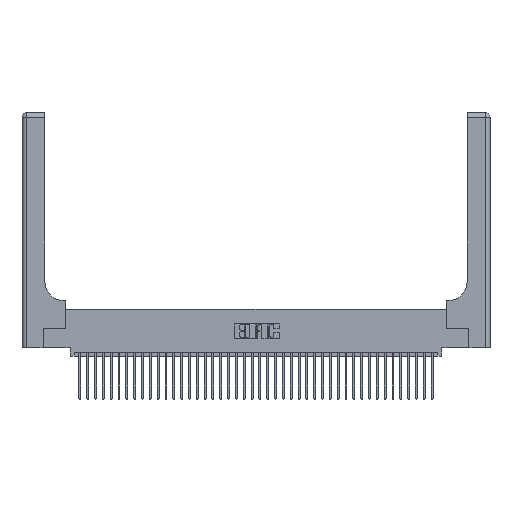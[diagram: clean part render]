
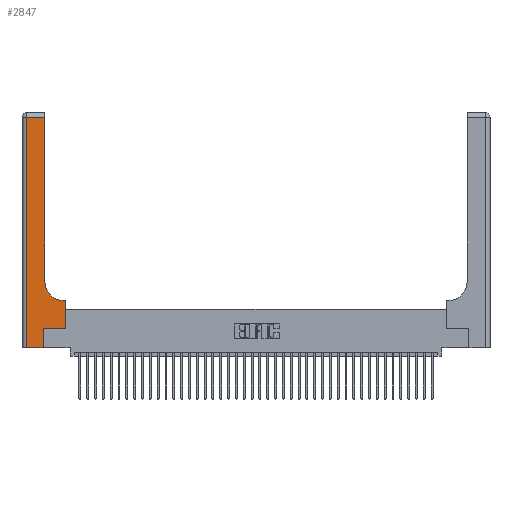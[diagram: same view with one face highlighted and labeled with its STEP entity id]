
A CAD part, top view. The second image highlights one B-rep face of the part: STEP entity #2847.
In plain terms, the highlighted planar face has unit normal (0, 0, 1).
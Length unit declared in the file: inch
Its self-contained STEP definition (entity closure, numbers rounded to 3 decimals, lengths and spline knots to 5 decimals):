
#521 = VECTOR ( 'NONE', #31425, 39.37008 ) ;
#668 = LINE ( 'NONE', #14778, #19734 ) ;
#790 = CARTESIAN_POINT ( 'NONE',  ( 0.5585, 0.25, 0.37 ) ) ;
#1594 = EDGE_CURVE ( 'NONE', #24690, #30984, #16596, .T. ) ;
#2847 = ADVANCED_FACE ( 'NONE', ( #29658 ), #5966, .F. ) ;
#3009 = LINE ( 'NONE', #32619, #20073 ) ;
#3406 = CARTESIAN_POINT ( 'NONE',  ( 0.2915, 0.85, 0.37 ) ) ;
#4135 = EDGE_CURVE ( 'NONE', #27548, #16642, #668, .T. ) ;
#4304 = EDGE_LOOP ( 'NONE', ( #4762, #7817, #18300, #14795, #9301, #36422, #5804, #34011, #20348 ) ) ;
#4762 = ORIENTED_EDGE ( 'NONE', *, *, #6934, .T. ) ;
#5435 = CARTESIAN_POINT ( 'NONE',  ( 0.269, 0., 0.37 ) ) ;
#5804 = ORIENTED_EDGE ( 'NONE', *, *, #4135, .T. ) ;
#5966 = PLANE ( 'NONE',  #14277 ) ;
#6218 = CARTESIAN_POINT ( 'NONE',  ( 0.06, 3., 0.37 ) ) ;
#6634 = EDGE_CURVE ( 'NONE', #16642, #27437, #29899, .T. ) ;
#6934 = EDGE_CURVE ( 'NONE', #37609, #9026, #3009, .T. ) ;
#7817 = ORIENTED_EDGE ( 'NONE', *, *, #8593, .T. ) ;
#8492 = DIRECTION ( 'NONE',  ( 0., 1., 0. ) ) ;
#8593 = EDGE_CURVE ( 'NONE', #9026, #24690, #18419, .T. ) ;
#9026 = VERTEX_POINT ( 'NONE', #29271 ) ;
#9301 = ORIENTED_EDGE ( 'NONE', *, *, #28493, .T. ) ;
#9764 = DIRECTION ( 'NONE',  ( -1., 0., 0. ) ) ;
#11513 = CARTESIAN_POINT ( 'NONE',  ( 0.269, 0., 0.37 ) ) ;
#11815 = DIRECTION ( 'NONE',  ( 1., 0., 0. ) ) ;
#11911 = CARTESIAN_POINT ( 'NONE',  ( 0.06, 2.94, 0.37 ) ) ;
#13734 = DIRECTION ( 'NONE',  ( 0., 1., 0. ) ) ;
#14277 = AXIS2_PLACEMENT_3D ( 'NONE', #34291, #28757, #9764 ) ;
#14753 = DIRECTION ( 'NONE',  ( 0., 0., -1. ) ) ;
#14778 = CARTESIAN_POINT ( 'NONE',  ( 0.5585, 0.25, 0.37 ) ) ;
#14795 = ORIENTED_EDGE ( 'NONE', *, *, #22612, .T. ) ;
#15033 = DIRECTION ( 'NONE',  ( -1., 0., 0. ) ) ;
#15654 = LINE ( 'NONE', #16279, #39638 ) ;
#16156 = DIRECTION ( 'NONE',  ( -1., 0., 0. ) ) ;
#16279 = CARTESIAN_POINT ( 'NONE',  ( 0., 0., 0.37 ) ) ;
#16596 = LINE ( 'NONE', #6218, #521 ) ;
#16642 = VERTEX_POINT ( 'NONE', #22749 ) ;
#16802 = AXIS2_PLACEMENT_3D ( 'NONE', #33584, #14753, #36715 ) ;
#16926 = VERTEX_POINT ( 'NONE', #5435 ) ;
#18300 = ORIENTED_EDGE ( 'NONE', *, *, #1594, .T. ) ;
#18419 = LINE ( 'NONE', #31819, #19417 ) ;
#19417 = VECTOR ( 'NONE', #16156, 39.37008 ) ;
#19734 = VECTOR ( 'NONE', #8492, 39.37008 ) ;
#20073 = VECTOR ( 'NONE', #13734, 39.37008 ) ;
#20348 = ORIENTED_EDGE ( 'NONE', *, *, #34213, .T. ) ;
#20785 = EDGE_CURVE ( 'NONE', #25363, #27548, #27444, .T. ) ;
#22612 = EDGE_CURVE ( 'NONE', #30984, #16926, #15654, .T. ) ;
#22749 = CARTESIAN_POINT ( 'NONE',  ( 0.5585, 0.6, 0.37 ) ) ;
#24596 = CARTESIAN_POINT ( 'NONE',  ( 0.2915, 0.6, 0.37 ) ) ;
#24690 = VERTEX_POINT ( 'NONE', #11911 ) ;
#25363 = VERTEX_POINT ( 'NONE', #36903 ) ;
#25957 = LINE ( 'NONE', #11513, #33269 ) ;
#26531 = CIRCLE ( 'NONE', #16802, 0.25 ) ;
#27437 = VERTEX_POINT ( 'NONE', #37840 ) ;
#27444 = LINE ( 'NONE', #36851, #32782 ) ;
#27548 = VERTEX_POINT ( 'NONE', #790 ) ;
#28493 = EDGE_CURVE ( 'NONE', #16926, #25363, #25957, .T. ) ;
#28757 = DIRECTION ( 'NONE',  ( 0., 0., -1. ) ) ;
#29271 = CARTESIAN_POINT ( 'NONE',  ( 0.2915, 2.94, 0.37 ) ) ;
#29658 = FACE_OUTER_BOUND ( 'NONE', #4304, .T. ) ;
#29899 = LINE ( 'NONE', #24596, #39098 ) ;
#30984 = VERTEX_POINT ( 'NONE', #31583 ) ;
#31425 = DIRECTION ( 'NONE',  ( 0., -1., 0. ) ) ;
#31583 = CARTESIAN_POINT ( 'NONE',  ( 0.06, 0., 0.37 ) ) ;
#31819 = CARTESIAN_POINT ( 'NONE',  ( 0., 2.94, 0.37 ) ) ;
#32619 = CARTESIAN_POINT ( 'NONE',  ( 0.2915, 3., 0.37 ) ) ;
#32782 = VECTOR ( 'NONE', #11815, 39.37008 ) ;
#33269 = VECTOR ( 'NONE', #36691, 39.37008 ) ;
#33584 = CARTESIAN_POINT ( 'NONE',  ( 0.5415, 0.85, 0.37 ) ) ;
#34011 = ORIENTED_EDGE ( 'NONE', *, *, #6634, .T. ) ;
#34213 = EDGE_CURVE ( 'NONE', #27437, #37609, #26531, .T. ) ;
#34291 = CARTESIAN_POINT ( 'NONE',  ( 0., 3., 0.37 ) ) ;
#35040 = DIRECTION ( 'NONE',  ( 1., 0., 0. ) ) ;
#36422 = ORIENTED_EDGE ( 'NONE', *, *, #20785, .T. ) ;
#36691 = DIRECTION ( 'NONE',  ( 0., 1., 0. ) ) ;
#36715 = DIRECTION ( 'NONE',  ( 1., 0., 0. ) ) ;
#36851 = CARTESIAN_POINT ( 'NONE',  ( 0.269, 0.25, 0.37 ) ) ;
#36903 = CARTESIAN_POINT ( 'NONE',  ( 0.269, 0.25, 0.37 ) ) ;
#37609 = VERTEX_POINT ( 'NONE', #3406 ) ;
#37840 = CARTESIAN_POINT ( 'NONE',  ( 0.5415, 0.6, 0.37 ) ) ;
#39098 = VECTOR ( 'NONE', #15033, 39.37008 ) ;
#39638 = VECTOR ( 'NONE', #35040, 39.37008 ) ;
